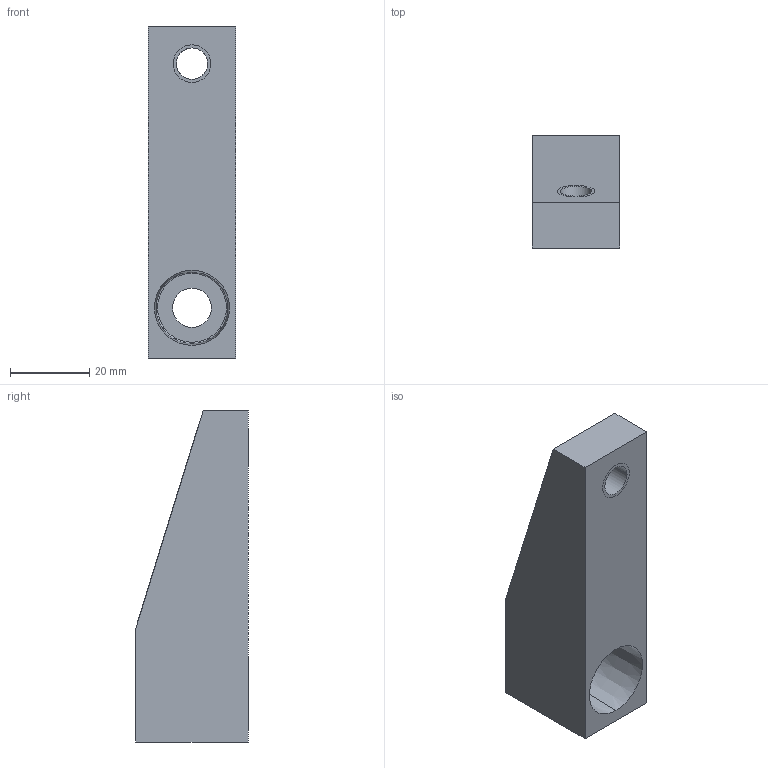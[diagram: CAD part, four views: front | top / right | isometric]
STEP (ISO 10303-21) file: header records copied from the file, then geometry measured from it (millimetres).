
FILE_DESCRIPTION((''),'2;1');
FILE_NAME('ILC91502503','2006-10-12T',('KR'),(''),'PRO/ENGINEER BY PARAMETRIC TECHNOLOGY CORPORATION, 2005180','PRO/ENGINEER BY PARAMETRIC TECHNOLOGY CORPORATION, 2005180','');
FILE_SCHEMA(('AUTOMOTIVE_DESIGN_CC2 { 1 2 10303 214 -1 1 5 2 }'));
Length unit declared in the file: inch
Products named in the file (1): ILC91502503
Bounding box: 22.1 x 28.57 x 83.97 mm (x, y, z)
Volume: 35853 mm3; surface area: 10437.1 mm2
Topology: 1 solids, 2 shells, 21 faces, 49 edges, 32 vertices
Faces by surface type: plane 9, cylinder 8, torus 2, cone 2
Entity records: 788 total; most frequent: CARTESIAN_POINT 157, DIRECTION 109, COLOUR_RGB 105, ORIENTED_EDGE 94, EDGE_CURVE 49, AXIS2_PLACEMENT_3D 42, VERTEX_POINT 32, EDGE_LOOP 27
